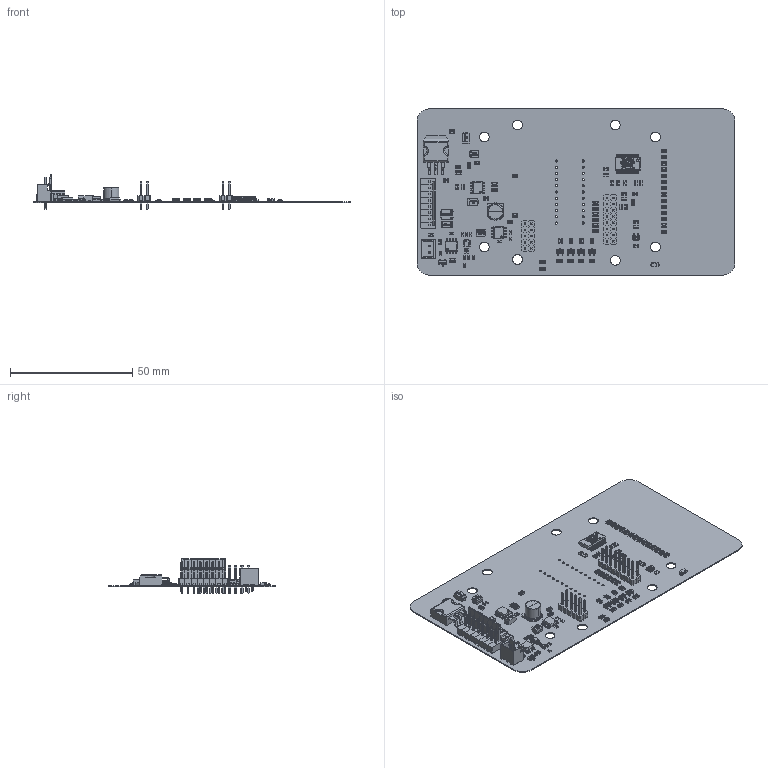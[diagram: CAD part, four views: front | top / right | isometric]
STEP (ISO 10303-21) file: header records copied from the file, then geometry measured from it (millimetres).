
FILE_DESCRIPTION(('Open CASCADE Model'),'2;1');
FILE_NAME('Open CASCADE Shape Model','2025-04-10T15:23:06',('Author'),( 'Open CASCADE'),'Open CASCADE STEP processor 7.5','Open CASCADE 7.5' ,'Unknown');
FILE_SCHEMA(('AUTOMOTIVE_DESIGN { 1 0 10303 214 1 1 1 1 }'));
Length unit declared in the file: millimetre
Products named in the file (143): PCB; Board; Open CASCADE STEP translator 7.5 2.1.1; SW1; 11285504096; R48; 0603R; C32; 0603 SMD Capacitor; C28; AVX_B_CASE; U7; SOIC-8; R5; R44; R8; R1; R47; R46; 0805 SMD Resistor; R45; Q1; 11285497056; N1; C31; Capacitor 0805 SMD1; C26; C29; C27; C25; C24; C30; U1; 11285499856; User Library-TO263-3-1_Open_CASCADE_STEP_translator_6.2_1.1; User Library-TO263-3-1_Fusion; R43; U6; SSOP-28; U5 ...
Assembly tree (232 placements, depth 4):
  PCB
    Board
      Open CASCADE STEP translator 7.5 2.1.1
    SW1
      11285504096
    R48
      0603R
    C32
      0603 SMD Capacitor
    C28
      AVX_B_CASE
    U7
      SOIC-8
    R5
      0603R
    R44
      0603R
    R8
      0603R
    R1
      0603R
    R47
      0603R
    R46
      0805 SMD Resistor
    R45
      0603R
    Q1
      11285497056
    N1
      SOIC-8
    C31
      Capacitor 0805 SMD1
    C26
      0603 SMD Capacitor
    C29
      0603 SMD Capacitor
    C27
      0603 SMD Capacitor
    C25
      0603 SMD Capacitor
    C24
      0603 SMD Capacitor
    C30
      Capacitor 0805 SMD1
    U1
      11285499856
        User Library-TO263-3-1_Open_CASCADE_STEP_translator_6.2_1.1
        User Library-TO263-3-1_Fusion
    R43
      0805 SMD Resistor
    U6
      SSOP-28
    U5
      SOT23-5
        SOT23-5
        SOT23-5and6 ӽ½À  x5
        LOGOԲ0.15
    U2
      SOIC-8
Bounding box: 130 x 68 x 14.05 mm (x, y, z)
Volume: 5811.7 mm3; surface area: 23659.7 mm2
Topology: 439 solids, 439 shells, 13323 faces, 33206 edges, 21310 vertices
Faces by surface type: plane 7127, bspline 4312, cylinder 1538, sphere 297, torus 47, cone 2
Full cylindrical faces by diameter (mm): 0.888 x26, 0.9 x24, 1 x8, 4 x8
Entity records: 193011 total; most frequent: CARTESIAN_POINT 71813, ORIENTED_EDGE 21038, DIRECTION 17271, EDGE_CURVE 10519, LINE 7623, VECTOR 7623, VERTEX_POINT 6810, AXIS2_PLACEMENT_3D 4824
